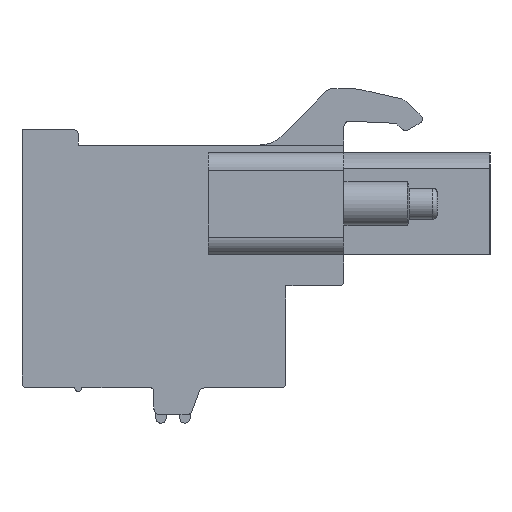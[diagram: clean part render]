
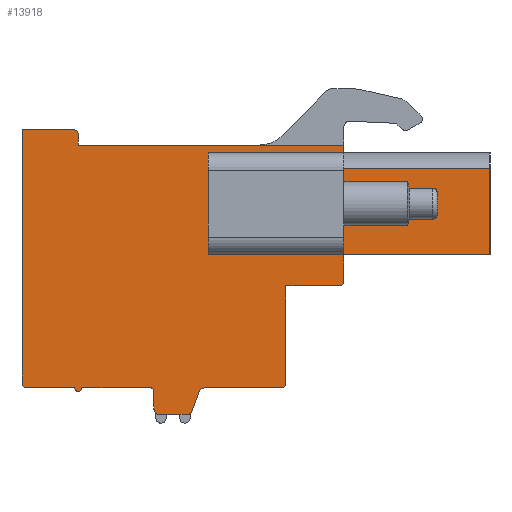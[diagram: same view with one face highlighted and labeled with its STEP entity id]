
A CAD part, left-side view. The second image highlights one B-rep face of the part: STEP entity #13918.
In plain terms, the highlighted planar face has unit normal (-1, 0, 0).
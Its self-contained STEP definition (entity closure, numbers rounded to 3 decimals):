
#1=DIRECTION('',(0.,-1.,0.));
#2=VECTOR('',#1,6.1);
#3=CARTESIAN_POINT('',(0.,2.04,0.73));
#4=LINE('',#3,#2);
#5=DIRECTION('',(0.,0.,1.));
#6=VECTOR('',#5,5.8);
#7=CARTESIAN_POINT('',(0.,-4.06,0.73));
#8=LINE('',#7,#6);
#9=DIRECTION('',(0.,1.,0.));
#10=VECTOR('',#9,6.1);
#11=CARTESIAN_POINT('',(0.,-4.06,6.53));
#12=LINE('',#11,#10);
#13=CARTESIAN_POINT('',(0.,-2.06,-6.54));
#14=DIRECTION('',(1.,0.,0.));
#15=DIRECTION('',(0.,-1.,0.));
#16=AXIS2_PLACEMENT_3D('',#13,#14,#15);
#18=DIRECTION('',(0.,1.,0.));
#19=VECTOR('',#18,4.34);
#20=CARTESIAN_POINT('',(0.,-2.06,-6.84));
#21=LINE('',#20,#19);
#22=CARTESIAN_POINT('',(0.,2.28,-7.14));
#23=DIRECTION('',(-1.,0.,0.));
#24=DIRECTION('',(0.,0.,1.));
#25=AXIS2_PLACEMENT_3D('',#22,#23,#24);
#27=DIRECTION('',(0.,0.345,-0.939));
#28=VECTOR('',#27,1.179);
#29=CARTESIAN_POINT('',(0.,2.562,-7.037));
#30=LINE('',#29,#28);
#31=CARTESIAN_POINT('',(0.,3.25,-8.04));
#32=DIRECTION('',(1.,0.,0.));
#33=DIRECTION('',(0.,-0.939,-0.345));
#34=AXIS2_PLACEMENT_3D('',#31,#32,#33);
#36=DIRECTION('',(0.,1.,0.));
#37=VECTOR('',#36,1.59);
#38=CARTESIAN_POINT('',(0.,3.25,-8.34));
#39=LINE('',#38,#37);
#40=CARTESIAN_POINT('',(0.,4.84,-8.04));
#41=DIRECTION('',(1.,0.,0.));
#42=DIRECTION('',(0.,0.,-1.));
#43=AXIS2_PLACEMENT_3D('',#40,#41,#42);
#45=DIRECTION('',(0.,0.,1.));
#46=VECTOR('',#45,1.);
#47=CARTESIAN_POINT('',(0.,5.14,-8.04));
#48=LINE('',#47,#46);
#49=CARTESIAN_POINT('',(0.,5.34,-7.04));
#50=DIRECTION('',(-1.,0.,0.));
#51=DIRECTION('',(0.,-1.,0.));
#52=AXIS2_PLACEMENT_3D('',#49,#50,#51);
#54=DIRECTION('',(0.,1.,0.));
#55=VECTOR('',#54,3.9);
#56=CARTESIAN_POINT('',(0.,5.34,-6.84));
#57=LINE('',#56,#55);
#58=CARTESIAN_POINT('',(0.,9.44,-6.84));
#59=DIRECTION('',(1.,0.,0.));
#60=DIRECTION('',(0.,-1.,0.));
#61=AXIS2_PLACEMENT_3D('',#58,#59,#60);
#63=DIRECTION('',(0.,1.,0.));
#64=VECTOR('',#63,2.7);
#65=CARTESIAN_POINT('',(0.,9.64,-6.84));
#66=LINE('',#65,#64);
#67=CARTESIAN_POINT('',(0.,12.34,-6.54));
#68=DIRECTION('',(1.,0.,0.));
#69=DIRECTION('',(0.,0.,-1.));
#70=AXIS2_PLACEMENT_3D('',#67,#68,#69);
#72=DIRECTION('',(0.,0.,1.));
#73=VECTOR('',#72,0.5);
#74=CARTESIAN_POINT('',(0.,12.64,-6.54));
#75=LINE('',#74,#73);
#76=DIRECTION('',(0.,0.,1.));
#77=VECTOR('',#76,13.9);
#78=CARTESIAN_POINT('',(0.,12.64,-6.04));
#79=LINE('',#78,#77);
#80=DIRECTION('',(0.,-1.,0.));
#81=VECTOR('',#80,2.9);
#82=CARTESIAN_POINT('',(0.,12.64,7.86));
#83=LINE('',#82,#81);
#84=CARTESIAN_POINT('',(0.,9.74,7.56));
#85=DIRECTION('',(1.,0.,0.));
#86=DIRECTION('',(0.,0.,1.));
#87=AXIS2_PLACEMENT_3D('',#84,#85,#86);
#89=DIRECTION('',(0.,0.,-1.));
#90=VECTOR('',#89,0.6);
#91=CARTESIAN_POINT('',(0.,9.44,7.56));
#92=LINE('',#91,#90);
#93=DIRECTION('',(0.,-1.,0.));
#94=VECTOR('',#93,15.1);
#95=CARTESIAN_POINT('',(0.,9.44,6.96));
#96=LINE('',#95,#94);
#97=DIRECTION('',(0.,0.,-1.));
#98=VECTOR('',#97,1.325);
#99=CARTESIAN_POINT('',(0.,-5.66,6.96));
#100=LINE('',#99,#98);
#101=DIRECTION('',(0.,1.,0.));
#102=VECTOR('',#101,8.3);
#103=CARTESIAN_POINT('',(0.,-13.96,5.635));
#104=LINE('',#103,#102);
#105=DIRECTION('',(0.,1.,0.));
#106=VECTOR('',#105,8.3);
#107=CARTESIAN_POINT('',(0.,-13.96,0.73));
#108=LINE('',#107,#106);
#109=DIRECTION('',(0.,0.,-1.));
#110=VECTOR('',#109,1.47);
#111=CARTESIAN_POINT('',(0.,-5.66,0.73));
#112=LINE('',#111,#110);
#113=CARTESIAN_POINT('',(0.,-5.36,-0.74));
#114=DIRECTION('',(-1.,0.,0.));
#115=DIRECTION('',(0.,0.,-1.));
#116=AXIS2_PLACEMENT_3D('',#113,#114,#115);
#376=DIRECTION('',(0.,0.,1.));
#377=VECTOR('',#376,5.8);
#378=CARTESIAN_POINT('',(0.,2.04,0.73));
#379=LINE('',#378,#377);
#713=DIRECTION('',(0.,-1.,0.));
#714=VECTOR('',#713,3.);
#715=CARTESIAN_POINT('',(0.,-2.36,-1.04));
#716=LINE('',#715,#714);
#1705=DIRECTION('',(0.,0.,1.));
#1706=VECTOR('',#1705,4.905);
#1707=CARTESIAN_POINT('',(0.,-13.96,0.73));
#1708=LINE('',#1707,#1706);
#3409=DIRECTION('',(0.,0.,1.));
#3410=VECTOR('',#3409,5.5);
#3411=CARTESIAN_POINT('',(0.,-2.36,-6.54));
#3412=LINE('',#3411,#3410);
#10555=CARTESIAN_POINT('',(0.,12.34,-6.84));
#10556=CARTESIAN_POINT('',(0.,12.64,-6.54));
#10557=VERTEX_POINT('',#10555);
#10558=VERTEX_POINT('',#10556);
#10559=CARTESIAN_POINT('',(0.,12.64,-6.04));
#10560=VERTEX_POINT('',#10559);
#10561=CARTESIAN_POINT('',(0.,12.64,7.86));
#10562=VERTEX_POINT('',#10561);
#10563=CARTESIAN_POINT('',(0.,9.74,7.86));
#10564=VERTEX_POINT('',#10563);
#10565=CARTESIAN_POINT('',(0.,9.44,7.56));
#10566=VERTEX_POINT('',#10565);
#10567=CARTESIAN_POINT('',(0.,9.44,6.96));
#10568=VERTEX_POINT('',#10567);
#10569=CARTESIAN_POINT('',(0.,-5.66,6.96));
#10570=VERTEX_POINT('',#10569);
#10571=CARTESIAN_POINT('',(0.,-2.36,-6.54));
#10572=CARTESIAN_POINT('',(0.,-2.06,-6.84));
#10573=VERTEX_POINT('',#10571);
#10574=VERTEX_POINT('',#10572);
#10575=CARTESIAN_POINT('',(0.,2.28,-6.84));
#10576=VERTEX_POINT('',#10575);
#10577=CARTESIAN_POINT('',(0.,2.562,-7.037));
#10578=VERTEX_POINT('',#10577);
#10579=CARTESIAN_POINT('',(0.,2.968,-8.143));
#10580=VERTEX_POINT('',#10579);
#10581=CARTESIAN_POINT('',(0.,3.25,-8.34));
#10582=VERTEX_POINT('',#10581);
#10583=CARTESIAN_POINT('',(0.,4.84,-8.34));
#10584=VERTEX_POINT('',#10583);
#10585=CARTESIAN_POINT('',(0.,5.14,-8.04));
#10586=VERTEX_POINT('',#10585);
#10587=CARTESIAN_POINT('',(0.,5.14,-7.04));
#10588=VERTEX_POINT('',#10587);
#10589=CARTESIAN_POINT('',(0.,5.34,-6.84));
#10590=VERTEX_POINT('',#10589);
#10591=CARTESIAN_POINT('',(0.,9.24,-6.84));
#10592=VERTEX_POINT('',#10591);
#10593=CARTESIAN_POINT('',(0.,9.64,-6.84));
#10594=VERTEX_POINT('',#10593);
#10659=CARTESIAN_POINT('',(0.,-13.96,0.73));
#10660=VERTEX_POINT('',#10659);
#10661=CARTESIAN_POINT('',(0.,-5.66,0.73));
#10662=VERTEX_POINT('',#10661);
#10887=CARTESIAN_POINT('',(0.,-13.96,5.635));
#10889=VERTEX_POINT('',#10887);
#13535=CARTESIAN_POINT('',(0.,2.04,0.73));
#13536=CARTESIAN_POINT('',(0.,2.04,6.53));
#13537=VERTEX_POINT('',#13535);
#13538=VERTEX_POINT('',#13536);
#13543=CARTESIAN_POINT('',(0.,-4.06,0.73));
#13545=VERTEX_POINT('',#13543);
#13547=CARTESIAN_POINT('',(0.,-4.06,6.53));
#13549=VERTEX_POINT('',#13547);
#13551=CARTESIAN_POINT('',(0.,-5.66,5.635));
#13552=VERTEX_POINT('',#13551);
#13699=CARTESIAN_POINT('',(0.,-5.36,-1.04));
#13700=CARTESIAN_POINT('',(0.,-5.66,-0.74));
#13701=VERTEX_POINT('',#13699);
#13702=VERTEX_POINT('',#13700);
#13703=CARTESIAN_POINT('',(0.,-2.36,-1.04));
#13704=VERTEX_POINT('',#13703);
#13847=CARTESIAN_POINT('',(0.,0.,0.));
#13848=DIRECTION('',(1.,0.,0.));
#13849=DIRECTION('',(0.,-1.,0.));
#13850=AXIS2_PLACEMENT_3D('',#13847,#13848,#13849);
#13851=PLANE('',#13850);
#13853=ORIENTED_EDGE('',*,*,#13852,.F.);
#13855=ORIENTED_EDGE('',*,*,#13854,.F.);
#13857=ORIENTED_EDGE('',*,*,#13856,.T.);
#13859=ORIENTED_EDGE('',*,*,#13858,.T.);
#13861=ORIENTED_EDGE('',*,*,#13860,.T.);
#13863=ORIENTED_EDGE('',*,*,#13862,.T.);
#13865=ORIENTED_EDGE('',*,*,#13864,.T.);
#13867=ORIENTED_EDGE('',*,*,#13866,.T.);
#13869=ORIENTED_EDGE('',*,*,#13868,.T.);
#13871=ORIENTED_EDGE('',*,*,#13870,.T.);
#13873=ORIENTED_EDGE('',*,*,#13872,.T.);
#13875=ORIENTED_EDGE('',*,*,#13874,.T.);
#13877=ORIENTED_EDGE('',*,*,#13876,.T.);
#13879=ORIENTED_EDGE('',*,*,#13878,.T.);
#13881=ORIENTED_EDGE('',*,*,#13880,.T.);
#13883=ORIENTED_EDGE('',*,*,#13882,.T.);
#13885=ORIENTED_EDGE('',*,*,#13884,.T.);
#13887=ORIENTED_EDGE('',*,*,#13886,.T.);
#13889=ORIENTED_EDGE('',*,*,#13888,.T.);
#13891=ORIENTED_EDGE('',*,*,#13890,.T.);
#13893=ORIENTED_EDGE('',*,*,#13892,.T.);
#13895=ORIENTED_EDGE('',*,*,#13894,.T.);
#13897=ORIENTED_EDGE('',*,*,#13896,.F.);
#13899=ORIENTED_EDGE('',*,*,#13898,.F.);
#13901=ORIENTED_EDGE('',*,*,#13900,.T.);
#13903=ORIENTED_EDGE('',*,*,#13902,.T.);
#13905=ORIENTED_EDGE('',*,*,#13904,.F.);
#13906=EDGE_LOOP('',(#13853,#13855,#13857,#13859,#13861,#13863,#13865,#13867,
#13869,#13871,#13873,#13875,#13877,#13879,#13881,#13883,#13885,#13887,#13889,
#13891,#13893,#13895,#13897,#13899,#13901,#13903,#13905));
#13907=FACE_OUTER_BOUND('',#13906,.F.);
#13909=ORIENTED_EDGE('',*,*,#13908,.T.);
#13911=ORIENTED_EDGE('',*,*,#13910,.T.);
#13913=ORIENTED_EDGE('',*,*,#13912,.T.);
#13915=ORIENTED_EDGE('',*,*,#13914,.F.);
#13916=EDGE_LOOP('',(#13909,#13911,#13913,#13915));
#13917=FACE_BOUND('',#13916,.F.);
#13918=ADVANCED_FACE('',(#13907,#13917),#13851,.F.);
#17=CIRCLE('',#16,0.3);
#26=CIRCLE('',#25,0.3);
#35=CIRCLE('',#34,0.3);
#44=CIRCLE('',#43,0.3);
#53=CIRCLE('',#52,0.2);
#62=CIRCLE('',#61,0.2);
#71=CIRCLE('',#70,0.3);
#88=CIRCLE('',#87,0.3);
#117=CIRCLE('',#116,0.3);
#13852=EDGE_CURVE('',#13704,#13701,#716,.T.);
#13854=EDGE_CURVE('',#10573,#13704,#3412,.T.);
#13856=EDGE_CURVE('',#10573,#10574,#17,.T.);
#13858=EDGE_CURVE('',#10574,#10576,#21,.T.);
#13860=EDGE_CURVE('',#10576,#10578,#26,.T.);
#13862=EDGE_CURVE('',#10578,#10580,#30,.T.);
#13864=EDGE_CURVE('',#10580,#10582,#35,.T.);
#13866=EDGE_CURVE('',#10582,#10584,#39,.T.);
#13868=EDGE_CURVE('',#10584,#10586,#44,.T.);
#13870=EDGE_CURVE('',#10586,#10588,#48,.T.);
#13872=EDGE_CURVE('',#10588,#10590,#53,.T.);
#13874=EDGE_CURVE('',#10590,#10592,#57,.T.);
#13876=EDGE_CURVE('',#10592,#10594,#62,.T.);
#13878=EDGE_CURVE('',#10594,#10557,#66,.T.);
#13880=EDGE_CURVE('',#10557,#10558,#71,.T.);
#13882=EDGE_CURVE('',#10558,#10560,#75,.T.);
#13884=EDGE_CURVE('',#10560,#10562,#79,.T.);
#13886=EDGE_CURVE('',#10562,#10564,#83,.T.);
#13888=EDGE_CURVE('',#10564,#10566,#88,.T.);
#13890=EDGE_CURVE('',#10566,#10568,#92,.T.);
#13892=EDGE_CURVE('',#10568,#10570,#96,.T.);
#13894=EDGE_CURVE('',#10570,#13552,#100,.T.);
#13896=EDGE_CURVE('',#10889,#13552,#104,.T.);
#13898=EDGE_CURVE('',#10660,#10889,#1708,.T.);
#13900=EDGE_CURVE('',#10660,#10662,#108,.T.);
#13902=EDGE_CURVE('',#10662,#13702,#112,.T.);
#13904=EDGE_CURVE('',#13701,#13702,#117,.T.);
#13908=EDGE_CURVE('',#13537,#13545,#4,.T.);
#13910=EDGE_CURVE('',#13545,#13549,#8,.T.);
#13912=EDGE_CURVE('',#13549,#13538,#12,.T.);
#13914=EDGE_CURVE('',#13537,#13538,#379,.T.);
